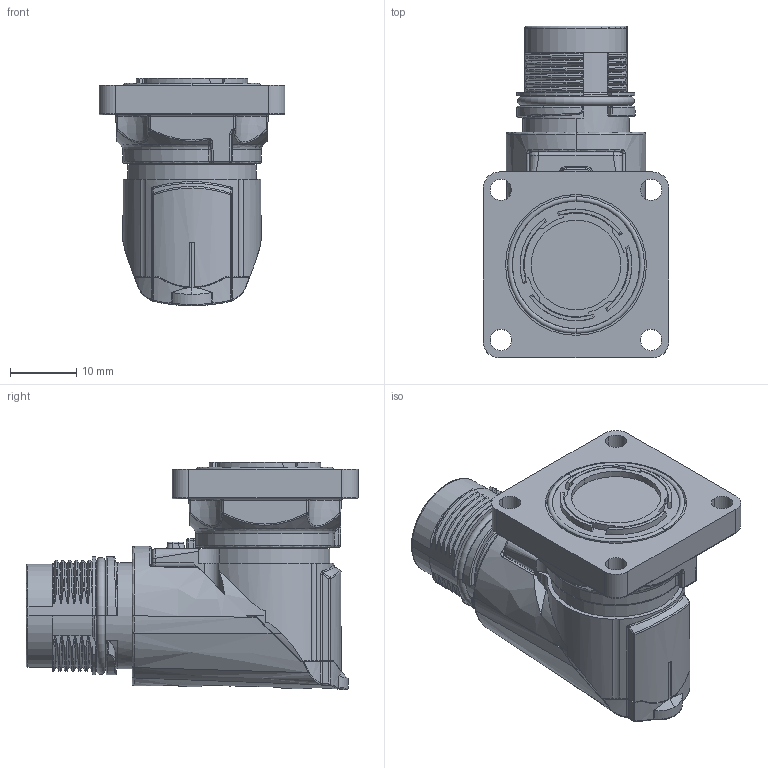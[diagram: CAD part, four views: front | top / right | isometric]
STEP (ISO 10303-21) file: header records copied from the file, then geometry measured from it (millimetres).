
FILE_DESCRIPTION((''),'2;1');
FILE_NAME('M17-BKP-4_SW0001','2023-12-15T',('zh.su'),(''),'PRO/ENGINEER BY PARAMETRIC TECHNOLOGY CORPORATION, 2012480','PRO/ENGINEER BY PARAMETRIC TECHNOLOGY CORPORATION, 2012480','');
FILE_SCHEMA(('CONFIG_CONTROL_DESIGN'));
Products named in the file (1): M17-BKP-4_SW0001
Bounding box: 28 x 50 x 34.2 mm (x, y, z)
Volume: 19538 mm3; surface area: 9364.5 mm2
Topology: 6 solids, 7 shells, 1101 faces, 2790 edges, 1731 vertices
Faces by surface type: cylinder 318, plane 299, bspline 275, cone 84, torus 67, extrusion 30, sphere 28
Entity records: 47773 total; most frequent: CARTESIAN_POINT 23364, ORIENTED_EDGE 5556, DIRECTION 4390, EDGE_CURVE 2778, VERTEX_POINT 1731, AXIS2_PLACEMENT_3D 1677, EDGE_LOOP 1171, FACE_OUTER_BOUND 1101
